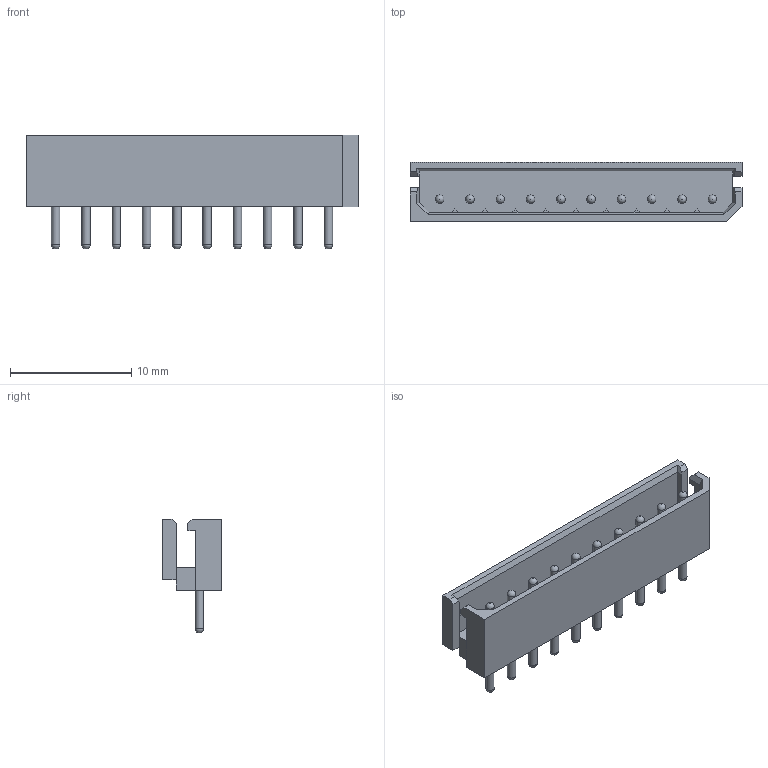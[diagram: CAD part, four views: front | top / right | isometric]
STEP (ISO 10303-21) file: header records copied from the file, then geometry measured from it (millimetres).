
FILE_DESCRIPTION(/* description */ ('Unknown'),/* implementation_level */ '2;1');
FILE_NAME(/* name */ 'J_Wurth_WR-WTB_64601011622',/* time_stamp */ '2025-05-23T09:27:15+08:00',/* author */ ('Unknown'),/* organization */ ('Unknown'),/* preprocessor_version */ 'ST-DEVELOPER v19.4',/* originating_system */ 'Solid Edge',/* authorisation */ 'Unknown');
FILE_SCHEMA (('AP242_MANAGED_MODEL_BASED_3D_ENGINEERING_MIM_LF { 1 0 10303 442 3 1 4 }','AUTOMOTIVE_DESIGN {1 0 10303 214 3 1 1}'));
Length unit declared in the file: millimetre
Products named in the file (2): J_Wurth_WR-WTB_64601011622
Assembly tree (1 placements, depth 2):
  J_Wurth_WR-WTB_64601011622
    J_Wurth_WR-WTB_64601011622
Bounding box: 27.4 x 4.9 x 9.4 mm (x, y, z)
Volume: 417.2 mm3; surface area: 1006.1 mm2
Topology: 1 solids, 1 shells, 139 faces, 311 edges, 194 vertices
Faces by surface type: plane 99, torus 20, cylinder 20
Full cylindrical faces by diameter (mm): 0.7 x20
Entity records: 4511 total; most frequent: DIRECTION 603, CARTESIAN_POINT 586, ORIENTED_EDGE 522, EDGE_CURVE 261, LINE 201, VECTOR 201, AXIS2_PLACEMENT_3D 201, EDGE_LOOP 199
